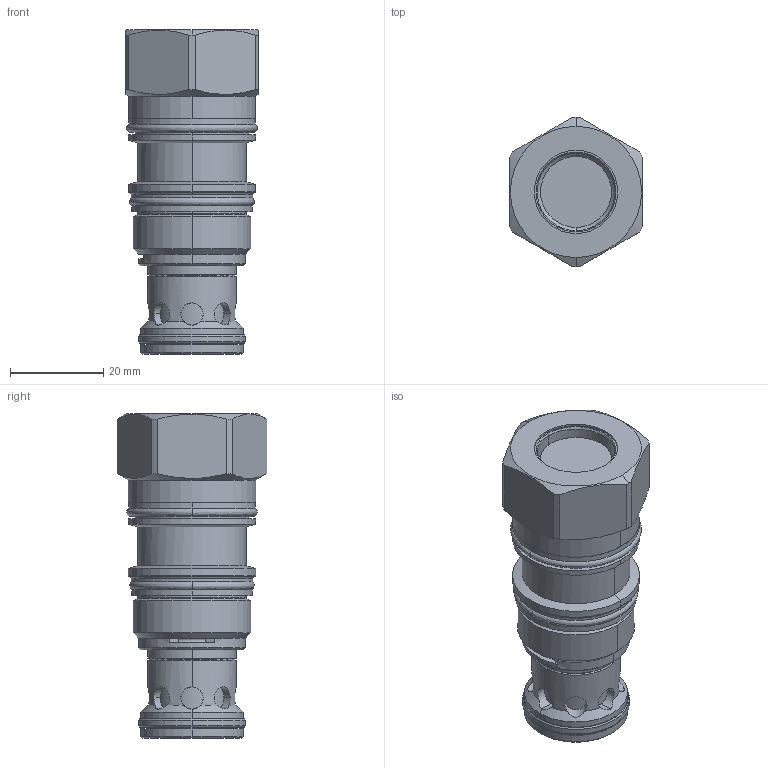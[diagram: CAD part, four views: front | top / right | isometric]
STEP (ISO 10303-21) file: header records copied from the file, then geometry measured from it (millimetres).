
FILE_DESCRIPTION((''),'2;1');
FILE_NAME('RSFS8WN_SW','2024-05-22T10:18:53',('SigMax'),(''),'CREO PARAMETRIC BY PTC INC, 2021072','CREO PARAMETRIC BY PTC INC, 2021072','');
FILE_SCHEMA(('AUTOMOTIVE_DESIGN { 1 0 10303 214 1 1 1 1 }'));
Length unit declared in the file: inch
Products named in the file (1): RSFS8WN_SW
Bounding box: 28.57 x 32.21 x 69.82 mm (x, y, z)
Volume: 31639 mm3; surface area: 13346.2 mm2
Topology: 3 solids, 4 shells, 214 faces, 498 edges, 304 vertices
Faces by surface type: cylinder 103, cone 48, plane 29, torus 26, revolution 8
Entity records: 9128 total; most frequent: CARTESIAN_POINT 2605, DIRECTION 1060, ORIENTED_EDGE 996, EDGE_CURVE 498, AXIS2_PLACEMENT_3D 452, VERTEX_POINT 304, CIRCLE 246, EDGE_LOOP 234
